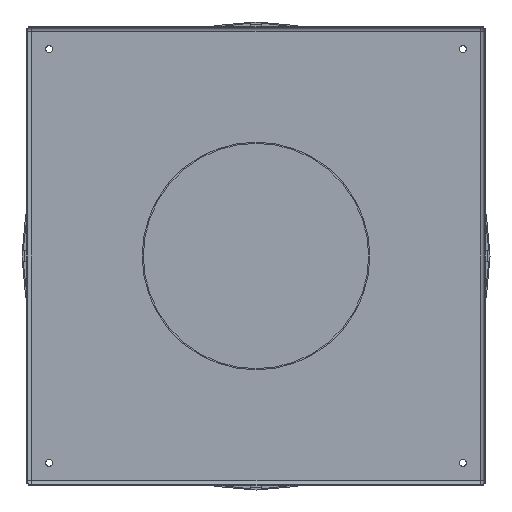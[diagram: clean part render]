
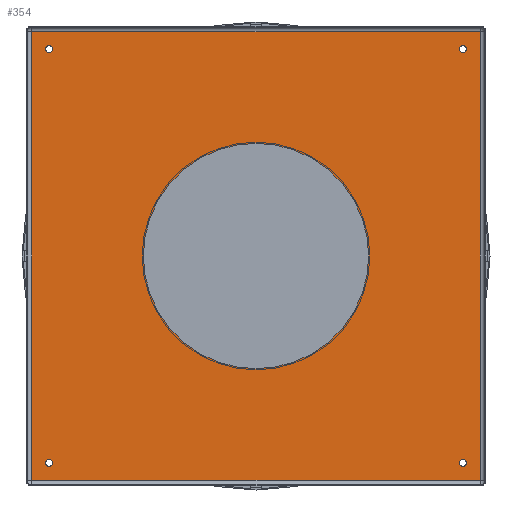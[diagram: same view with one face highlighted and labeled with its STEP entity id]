
A CAD part, front view. The second image highlights one B-rep face of the part: STEP entity #354.
In plain terms, the highlighted planar face has unit normal (0, -1, 0).
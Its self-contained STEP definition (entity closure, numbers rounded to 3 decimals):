
#58 = ORIENTED_EDGE ( 'NONE', *, *, #396, .T. ) ;
#320 = ORIENTED_EDGE ( 'NONE', *, *, #2134, .T. ) ;
#321 = EDGE_LOOP ( 'NONE', ( #322, #326, #329, #332 ) ) ;
#322 = ORIENTED_EDGE ( 'NONE', *, *, #323, .F. ) ;
#323 = EDGE_CURVE ( 'NONE', #324, #325, #2968, .T. ) ;
#324 = VERTEX_POINT ( 'NONE', #2964 ) ;
#325 = VERTEX_POINT ( 'NONE', #2963 ) ;
#326 = ORIENTED_EDGE ( 'NONE', *, *, #327, .F. ) ;
#327 = EDGE_CURVE ( 'NONE', #328, #324, #2962, .T. ) ;
#328 = VERTEX_POINT ( 'NONE', #2958 ) ;
#329 = ORIENTED_EDGE ( 'NONE', *, *, #330, .F. ) ;
#330 = EDGE_CURVE ( 'NONE', #331, #328, #2957, .T. ) ;
#331 = VERTEX_POINT ( 'NONE', #2953 ) ;
#332 = ORIENTED_EDGE ( 'NONE', *, *, #384, .F. ) ;
#334 = EDGE_LOOP ( 'NONE', ( #335, #337 ) ) ;
#335 = ORIENTED_EDGE ( 'NONE', *, *, #336, .T. ) ;
#336 = EDGE_CURVE ( 'NONE', #2072, #2153, #2712, .T. ) ;
#337 = ORIENTED_EDGE ( 'NONE', *, *, #2152, .T. ) ;
#338 = EDGE_LOOP ( 'NONE', ( #339, #341 ) ) ;
#339 = ORIENTED_EDGE ( 'NONE', *, *, #340, .T. ) ;
#340 = EDGE_CURVE ( 'NONE', #2139, #2138, #3014, .T. ) ;
#341 = ORIENTED_EDGE ( 'NONE', *, *, #2137, .T. ) ;
#342 = EDGE_LOOP ( 'NONE', ( #343, #345 ) ) ;
#343 = ORIENTED_EDGE ( 'NONE', *, *, #344, .T. ) ;
#344 = EDGE_CURVE ( 'NONE', #2122, #2121, #3009, .T. ) ;
#345 = ORIENTED_EDGE ( 'NONE', *, *, #2120, .T. ) ;
#346 = EDGE_LOOP ( 'NONE', ( #58, #320 ) ) ;
#354 = ADVANCED_FACE ( 'NONE', ( #2991, #2990, #2989, #2988, #2987, #2986 ), #2985, .F. ) ;
#355 = EDGE_LOOP ( 'NONE', ( #356, #358 ) ) ;
#356 = ORIENTED_EDGE ( 'NONE', *, *, #357, .T. ) ;
#357 = EDGE_CURVE ( 'NONE', #2087, #2086, #2983, .T. ) ;
#358 = ORIENTED_EDGE ( 'NONE', *, *, #2085, .T. ) ;
#384 = EDGE_CURVE ( 'NONE', #325, #331, #3052, .T. ) ;
#396 = EDGE_CURVE ( 'NONE', #2192, #2135, #3088, .T. ) ;
#2072 = VERTEX_POINT ( 'NONE', #6009 ) ;
#2085 = EDGE_CURVE ( 'NONE', #2086, #2087, #6046, .T. ) ;
#2086 = VERTEX_POINT ( 'NONE', #6103 ) ;
#2087 = VERTEX_POINT ( 'NONE', #6102 ) ;
#2120 = EDGE_CURVE ( 'NONE', #2121, #2122, #6163, .T. ) ;
#2121 = VERTEX_POINT ( 'NONE', #6158 ) ;
#2122 = VERTEX_POINT ( 'NONE', #6157 ) ;
#2134 = EDGE_CURVE ( 'NONE', #2135, #2192, #6197, .T. ) ;
#2135 = VERTEX_POINT ( 'NONE', #6192 ) ;
#2137 = EDGE_CURVE ( 'NONE', #2138, #2139, #6191, .T. ) ;
#2138 = VERTEX_POINT ( 'NONE', #6186 ) ;
#2139 = VERTEX_POINT ( 'NONE', #6185 ) ;
#2152 = EDGE_CURVE ( 'NONE', #2153, #2072, #6168, .T. ) ;
#2153 = VERTEX_POINT ( 'NONE', #6221 ) ;
#2192 = VERTEX_POINT ( 'NONE', #6283 ) ;
#2710 = DIRECTION ( 'NONE',  ( 0., 1., 0. ) ) ;
#2711 = AXIS2_PLACEMENT_3D ( 'NONE', #2723, #2710, #3015 ) ;
#2712 = CIRCLE ( 'NONE', #2711, 3. ) ;
#2723 = CARTESIAN_POINT ( 'NONE',  ( -180., -1., -180. ) ) ;
#2953 = CARTESIAN_POINT ( 'NONE',  ( -195., -1., -195. ) ) ;
#2954 = DIRECTION ( 'NONE',  ( 0., 0., 1. ) ) ;
#2955 = VECTOR ( 'NONE', #2954, 1000. ) ;
#2956 = CARTESIAN_POINT ( 'NONE',  ( -195., -1., 200. ) ) ;
#2957 = LINE ( 'NONE', #2956, #2955 ) ;
#2958 = CARTESIAN_POINT ( 'NONE',  ( -195., -1., 195. ) ) ;
#2959 = DIRECTION ( 'NONE',  ( 1., 0., 0. ) ) ;
#2960 = VECTOR ( 'NONE', #2959, 1000. ) ;
#2961 = CARTESIAN_POINT ( 'NONE',  ( -200., -1., 195. ) ) ;
#2962 = LINE ( 'NONE', #2961, #2960 ) ;
#2963 = CARTESIAN_POINT ( 'NONE',  ( 195., -1., -195. ) ) ;
#2964 = CARTESIAN_POINT ( 'NONE',  ( 195., -1., 195. ) ) ;
#2965 = DIRECTION ( 'NONE',  ( 0., 0., -1. ) ) ;
#2966 = VECTOR ( 'NONE', #2965, 1000. ) ;
#2967 = CARTESIAN_POINT ( 'NONE',  ( 195., -1., 200. ) ) ;
#2968 = LINE ( 'NONE', #2967, #2966 ) ;
#2983 = CIRCLE ( 'NONE', #3044, 98. ) ;
#2984 = AXIS2_PLACEMENT_3D ( 'NONE', #3047, #3046, #3045 ) ;
#2985 = PLANE ( 'NONE',  #2984 ) ;
#2986 = FACE_OUTER_BOUND ( 'NONE', #321, .T. ) ;
#2987 = FACE_BOUND ( 'NONE', #346, .T. ) ;
#2988 = FACE_BOUND ( 'NONE', #342, .T. ) ;
#2989 = FACE_BOUND ( 'NONE', #338, .T. ) ;
#2990 = FACE_BOUND ( 'NONE', #334, .T. ) ;
#2991 = FACE_BOUND ( 'NONE', #355, .T. ) ;
#3005 = DIRECTION ( 'NONE',  ( 0., 0., 1. ) ) ;
#3006 = DIRECTION ( 'NONE',  ( 0., 1., 0. ) ) ;
#3007 = CARTESIAN_POINT ( 'NONE',  ( 180., -1., 180. ) ) ;
#3008 = AXIS2_PLACEMENT_3D ( 'NONE', #3007, #3006, #3005 ) ;
#3009 = CIRCLE ( 'NONE', #3008, 3. ) ;
#3010 = DIRECTION ( 'NONE',  ( 0., 0., 1. ) ) ;
#3011 = DIRECTION ( 'NONE',  ( 0., 1., 0. ) ) ;
#3012 = CARTESIAN_POINT ( 'NONE',  ( -180., -1., 180. ) ) ;
#3013 = AXIS2_PLACEMENT_3D ( 'NONE', #3012, #3011, #3010 ) ;
#3014 = CIRCLE ( 'NONE', #3013, 3. ) ;
#3015 = DIRECTION ( 'NONE',  ( 0., 0., 1. ) ) ;
#3041 = DIRECTION ( 'NONE',  ( 0., 0., 1. ) ) ;
#3042 = DIRECTION ( 'NONE',  ( 0., 1., 0. ) ) ;
#3043 = CARTESIAN_POINT ( 'NONE',  ( 0., -1., 0. ) ) ;
#3044 = AXIS2_PLACEMENT_3D ( 'NONE', #3043, #3042, #3041 ) ;
#3045 = DIRECTION ( 'NONE',  ( 0., 0., 1. ) ) ;
#3046 = DIRECTION ( 'NONE',  ( 0., 1., 0. ) ) ;
#3047 = CARTESIAN_POINT ( 'NONE',  ( -200., -1., 200. ) ) ;
#3049 = DIRECTION ( 'NONE',  ( -1., 0., 0. ) ) ;
#3050 = VECTOR ( 'NONE', #3049, 1000. ) ;
#3051 = CARTESIAN_POINT ( 'NONE',  ( -200., -1., -195. ) ) ;
#3052 = LINE ( 'NONE', #3051, #3050 ) ;
#3084 = DIRECTION ( 'NONE',  ( 0., 0., 1. ) ) ;
#3085 = DIRECTION ( 'NONE',  ( 0., 1., 0. ) ) ;
#3086 = CARTESIAN_POINT ( 'NONE',  ( 180., -1., -180. ) ) ;
#3087 = AXIS2_PLACEMENT_3D ( 'NONE', #3086, #3085, #3084 ) ;
#3088 = CIRCLE ( 'NONE', #3087, 3. ) ;
#6009 = CARTESIAN_POINT ( 'NONE',  ( -180., -1., -177. ) ) ;
#6042 = DIRECTION ( 'NONE',  ( 0., 0., 1. ) ) ;
#6043 = DIRECTION ( 'NONE',  ( 0., 1., 0. ) ) ;
#6044 = CARTESIAN_POINT ( 'NONE',  ( 0., -1., 0. ) ) ;
#6045 = AXIS2_PLACEMENT_3D ( 'NONE', #6044, #6043, #6042 ) ;
#6046 = CIRCLE ( 'NONE', #6045, 98. ) ;
#6102 = CARTESIAN_POINT ( 'NONE',  ( 0., -1., 98. ) ) ;
#6103 = CARTESIAN_POINT ( 'NONE',  ( 0., -1., -98. ) ) ;
#6157 = CARTESIAN_POINT ( 'NONE',  ( 180., -1., 183. ) ) ;
#6158 = CARTESIAN_POINT ( 'NONE',  ( 180., -1., 177. ) ) ;
#6159 = DIRECTION ( 'NONE',  ( 0., 0., 1. ) ) ;
#6160 = DIRECTION ( 'NONE',  ( 0., 1., 0. ) ) ;
#6161 = CARTESIAN_POINT ( 'NONE',  ( 180., -1., 180. ) ) ;
#6162 = AXIS2_PLACEMENT_3D ( 'NONE', #6161, #6160, #6159 ) ;
#6163 = CIRCLE ( 'NONE', #6162, 3. ) ;
#6168 = CIRCLE ( 'NONE', #6225, 3. ) ;
#6185 = CARTESIAN_POINT ( 'NONE',  ( -180., -1., 183. ) ) ;
#6186 = CARTESIAN_POINT ( 'NONE',  ( -180., -1., 177. ) ) ;
#6187 = DIRECTION ( 'NONE',  ( 0., 0., 1. ) ) ;
#6188 = DIRECTION ( 'NONE',  ( 0., 1., 0. ) ) ;
#6189 = CARTESIAN_POINT ( 'NONE',  ( -180., -1., 180. ) ) ;
#6190 = AXIS2_PLACEMENT_3D ( 'NONE', #6189, #6188, #6187 ) ;
#6191 = CIRCLE ( 'NONE', #6190, 3. ) ;
#6192 = CARTESIAN_POINT ( 'NONE',  ( 180., -1., -183. ) ) ;
#6193 = DIRECTION ( 'NONE',  ( 0., 0., 1. ) ) ;
#6194 = DIRECTION ( 'NONE',  ( 0., 1., 0. ) ) ;
#6195 = CARTESIAN_POINT ( 'NONE',  ( 180., -1., -180. ) ) ;
#6196 = AXIS2_PLACEMENT_3D ( 'NONE', #6195, #6194, #6193 ) ;
#6197 = CIRCLE ( 'NONE', #6196, 3. ) ;
#6221 = CARTESIAN_POINT ( 'NONE',  ( -180., -1., -183. ) ) ;
#6222 = DIRECTION ( 'NONE',  ( 0., 0., 1. ) ) ;
#6223 = DIRECTION ( 'NONE',  ( 0., 1., 0. ) ) ;
#6224 = CARTESIAN_POINT ( 'NONE',  ( -180., -1., -180. ) ) ;
#6225 = AXIS2_PLACEMENT_3D ( 'NONE', #6224, #6223, #6222 ) ;
#6283 = CARTESIAN_POINT ( 'NONE',  ( 180., -1., -177. ) ) ;
